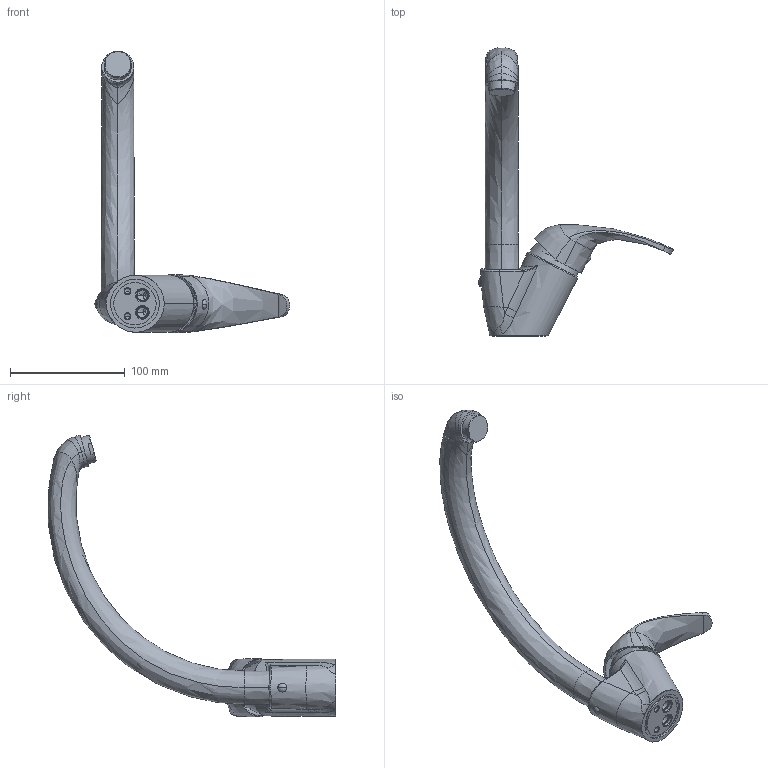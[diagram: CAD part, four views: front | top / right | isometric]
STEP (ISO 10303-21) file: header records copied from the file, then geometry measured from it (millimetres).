
FILE_DESCRIPTION((''),'2;1');
FILE_NAME('ND181CR','2021-11-10T10:02:44',('ut3'),('PAFFONI SpA'),'CREO PARAMETRIC BY PTC INC, 2020044','CREO PARAMETRIC BY PTC INC, 2020044','');
FILE_SCHEMA(('CONFIG_CONTROL_DESIGN','SHAPE_APPEARANCE_LAYERS_GROUPS'));
Length unit declared in the file: millimetre
Products named in the file (1): ND181CR
Bounding box: 170.44 x 251.22 x 246.02 mm (x, y, z)
Volume: 348621 mm3; surface area: 78717.4 mm2
Topology: 1 solids, 1 shells, 315 faces, 795 edges, 483 vertices
Faces by surface type: cylinder 90, plane 90, bspline 68, cone 59, sphere 4, torus 4
Entity records: 19447 total; most frequent: CARTESIAN_POINT 10158, ORIENTED_EDGE 1546, DIRECTION 1223, EDGE_CURVE 773, VERTEX_POINT 483, AXIS2_PLACEMENT_3D 469, EDGE_LOOP 354, FILL_AREA_STYLE_COLOUR 347
